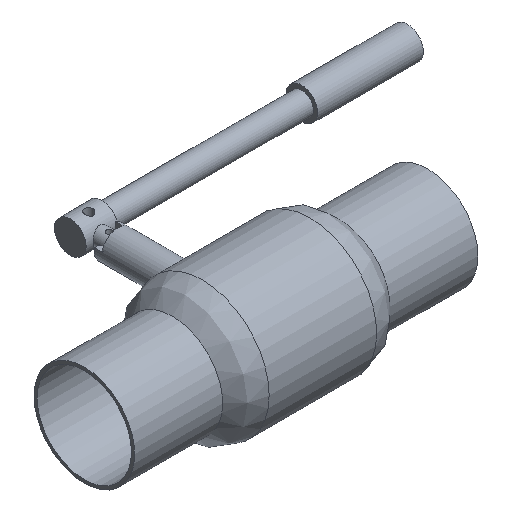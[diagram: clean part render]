
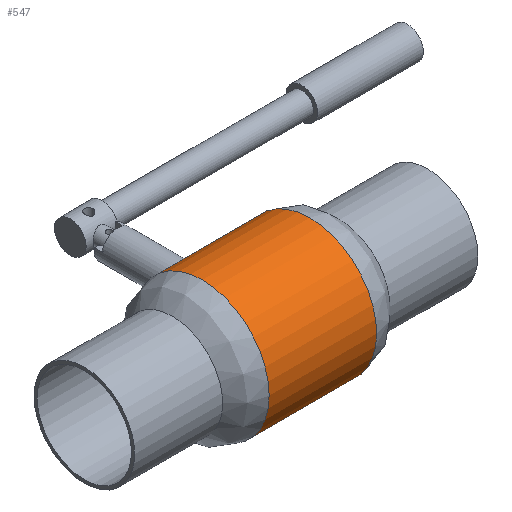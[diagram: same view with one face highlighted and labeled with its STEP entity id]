
A CAD part, isometric view. The second image highlights one B-rep face of the part: STEP entity #547.
In plain terms, the highlighted cylindrical face has radius 76 mm (diameter 152 mm), a full revolution.
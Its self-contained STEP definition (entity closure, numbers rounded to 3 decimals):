
#71=CIRCLE('',#620,76.);
#72=CIRCLE('',#621,76.);
#73=CIRCLE('',#622,76.);
#82=CIRCLE('',#635,76.);
#83=CIRCLE('',#636,76.);
#85=CIRCLE('',#638,76.);
#112=FACE_OUTER_BOUND('',#148,.T.);
#148=EDGE_LOOP('',(#496,#497,#498,#499,#500,#501,#502,#503,#504,#505,#506,
#507,#508));
#169=LINE('',#1237,#191);
#170=LINE('',#1238,#192);
#191=VECTOR('',#806,76.);
#192=VECTOR('',#807,76.);
#202=B_SPLINE_CURVE_WITH_KNOTS('',3,(#1056,#1057,#1058,#1059,#1060,#1061,
#1062,#1063,#1064,#1065,#1066,#1067,#1068,#1069,#1070,#1071,#1072,#1073),
 .UNSPECIFIED.,.F.,.F.,(4,2,2,2,2,2,2,2,4),(0.,0.453,0.906,
1.359,1.811,2.241,2.671,3.1,
3.53),.UNSPECIFIED.);
#203=B_SPLINE_CURVE_WITH_KNOTS('',3,(#1075,#1076,#1077,#1078,#1079,#1080,
#1081,#1082,#1083,#1084,#1085,#1086,#1087,#1088,#1089,#1090,#1091,#1092),
 .UNSPECIFIED.,.F.,.F.,(4,2,2,2,2,2,2,2,4),(10.59,11.019,
11.449,11.879,12.308,12.761,13.214,
13.667,14.12),.UNSPECIFIED.);
#204=B_SPLINE_CURVE_WITH_KNOTS('',3,(#1093,#1094,#1095,#1096,#1097,#1098,
#1099,#1100,#1101,#1102,#1103,#1104,#1105,#1106,#1107,#1108,#1109,#1110,
#1111,#1112,#1113,#1114,#1115,#1116,#1117,#1118,#1119,#1120,#1121,#1122,
#1123,#1124,#1125,#1126),.UNSPECIFIED.,.F.,.F.,(4,2,2,2,2,2,2,2,2,2,2,2,
2,2,2,2,4),(3.53,3.96,4.389,4.819,
5.248,5.701,6.154,6.607,7.06,
7.513,7.966,8.419,8.871,9.301,
9.731,10.16,10.59),.UNSPECIFIED.);
#242=VERTEX_POINT('',#1054);
#243=VERTEX_POINT('',#1055);
#244=VERTEX_POINT('',#1074);
#253=VERTEX_POINT('',#1174);
#254=VERTEX_POINT('',#1176);
#255=VERTEX_POINT('',#1178);
#263=VERTEX_POINT('',#1229);
#264=VERTEX_POINT('',#1230);
#265=VERTEX_POINT('',#1232);
#314=EDGE_CURVE('',#242,#243,#202,.T.);
#315=EDGE_CURVE('',#244,#242,#203,.T.);
#316=EDGE_CURVE('',#243,#244,#204,.T.);
#328=EDGE_CURVE('',#253,#254,#71,.T.);
#329=EDGE_CURVE('',#254,#255,#72,.T.);
#330=EDGE_CURVE('',#255,#253,#73,.T.);
#341=EDGE_CURVE('',#263,#264,#82,.T.);
#342=EDGE_CURVE('',#265,#263,#83,.T.);
#344=EDGE_CURVE('',#264,#265,#85,.T.);
#345=EDGE_CURVE('',#255,#243,#169,.T.);
#346=EDGE_CURVE('',#244,#264,#170,.T.);
#496=ORIENTED_EDGE('',*,*,#329,.F.);
#497=ORIENTED_EDGE('',*,*,#328,.F.);
#498=ORIENTED_EDGE('',*,*,#330,.F.);
#499=ORIENTED_EDGE('',*,*,#345,.T.);
#500=ORIENTED_EDGE('',*,*,#316,.T.);
#501=ORIENTED_EDGE('',*,*,#346,.T.);
#502=ORIENTED_EDGE('',*,*,#344,.T.);
#503=ORIENTED_EDGE('',*,*,#342,.T.);
#504=ORIENTED_EDGE('',*,*,#341,.T.);
#505=ORIENTED_EDGE('',*,*,#346,.F.);
#506=ORIENTED_EDGE('',*,*,#315,.T.);
#507=ORIENTED_EDGE('',*,*,#314,.T.);
#508=ORIENTED_EDGE('',*,*,#345,.F.);
#520=CYLINDRICAL_SURFACE('',#639,76.);
#547=ADVANCED_FACE('',(#112),#520,.T.);
#620=AXIS2_PLACEMENT_3D('',#1177,#764,#765);
#621=AXIS2_PLACEMENT_3D('',#1179,#766,#767);
#622=AXIS2_PLACEMENT_3D('',#1180,#768,#769);
#635=AXIS2_PLACEMENT_3D('',#1231,#796,#797);
#636=AXIS2_PLACEMENT_3D('',#1233,#798,#799);
#638=AXIS2_PLACEMENT_3D('',#1235,#802,#803);
#639=AXIS2_PLACEMENT_3D('',#1236,#804,#805);
#764=DIRECTION('center_axis',(-1.,0.,0.));
#765=DIRECTION('ref_axis',(0.,0.,1.));
#766=DIRECTION('center_axis',(-1.,0.,0.));
#767=DIRECTION('ref_axis',(0.,0.,1.));
#768=DIRECTION('center_axis',(-1.,0.,0.));
#769=DIRECTION('ref_axis',(0.,0.,1.));
#796=DIRECTION('center_axis',(-1.,0.,0.));
#797=DIRECTION('ref_axis',(0.,0.,1.));
#798=DIRECTION('center_axis',(-1.,0.,0.));
#799=DIRECTION('ref_axis',(0.,0.,1.));
#802=DIRECTION('center_axis',(-1.,0.,0.));
#803=DIRECTION('ref_axis',(0.,0.,1.));
#804=DIRECTION('center_axis',(-1.,0.,0.));
#805=DIRECTION('ref_axis',(0.,-1.,0.));
#806=DIRECTION('',(1.,0.,0.));
#807=DIRECTION('',(1.,0.,0.));
#1054=CARTESIAN_POINT('',(0.,71.646,25.354));
#1055=CARTESIAN_POINT('',(-21.,76.,0.));
#1056=CARTESIAN_POINT('Ctrl Pts',(0.,71.646,25.354));
#1057=CARTESIAN_POINT('Ctrl Pts',(-1.51,71.646,25.354));
#1058=CARTESIAN_POINT('Ctrl Pts',(-3.031,71.722,25.142));
#1059=CARTESIAN_POINT('Ctrl Pts',(-5.987,72.007,24.313));
#1060=CARTESIAN_POINT('Ctrl Pts',(-7.422,72.216,23.696));
#1061=CARTESIAN_POINT('Ctrl Pts',(-10.114,72.708,22.139));
#1062=CARTESIAN_POINT('Ctrl Pts',(-11.374,72.992,21.197));
#1063=CARTESIAN_POINT('Ctrl Pts',(-13.658,73.569,19.099));
#1064=CARTESIAN_POINT('Ctrl Pts',(-14.682,73.862,17.943));
#1065=CARTESIAN_POINT('Ctrl Pts',(-16.41,74.386,15.621));
#1066=CARTESIAN_POINT('Ctrl Pts',(-17.19,74.64,14.375));
#1067=CARTESIAN_POINT('Ctrl Pts',(-18.556,75.103,11.718));
#1068=CARTESIAN_POINT('Ctrl Pts',(-19.143,75.312,10.306));
#1069=CARTESIAN_POINT('Ctrl Pts',(-20.081,75.653,7.4));
#1070=CARTESIAN_POINT('Ctrl Pts',(-20.433,75.785,5.904));
#1071=CARTESIAN_POINT('Ctrl Pts',(-20.892,75.959,2.92));
#1072=CARTESIAN_POINT('Ctrl Pts',(-21.,76.,1.432));
#1073=CARTESIAN_POINT('Ctrl Pts',(-21.,76.,0.));
#1074=CARTESIAN_POINT('',(21.,76.,0.));
#1075=CARTESIAN_POINT('Ctrl Pts',(21.,76.,0.));
#1076=CARTESIAN_POINT('Ctrl Pts',(21.,76.,1.432));
#1077=CARTESIAN_POINT('Ctrl Pts',(20.892,75.959,2.92));
#1078=CARTESIAN_POINT('Ctrl Pts',(20.433,75.785,5.904));
#1079=CARTESIAN_POINT('Ctrl Pts',(20.081,75.653,7.4));
#1080=CARTESIAN_POINT('Ctrl Pts',(19.143,75.312,10.306));
#1081=CARTESIAN_POINT('Ctrl Pts',(18.556,75.103,11.718));
#1082=CARTESIAN_POINT('Ctrl Pts',(17.19,74.64,14.375));
#1083=CARTESIAN_POINT('Ctrl Pts',(16.41,74.386,15.621));
#1084=CARTESIAN_POINT('Ctrl Pts',(14.682,73.862,17.943));
#1085=CARTESIAN_POINT('Ctrl Pts',(13.658,73.569,19.099));
#1086=CARTESIAN_POINT('Ctrl Pts',(11.374,72.992,21.197));
#1087=CARTESIAN_POINT('Ctrl Pts',(10.114,72.708,22.139));
#1088=CARTESIAN_POINT('Ctrl Pts',(7.422,72.216,23.696));
#1089=CARTESIAN_POINT('Ctrl Pts',(5.987,72.007,24.313));
#1090=CARTESIAN_POINT('Ctrl Pts',(3.031,71.722,25.142));
#1091=CARTESIAN_POINT('Ctrl Pts',(1.51,71.646,25.354));
#1092=CARTESIAN_POINT('Ctrl Pts',(0.,71.646,
25.354));
#1093=CARTESIAN_POINT('Ctrl Pts',(-21.,76.,0.));
#1094=CARTESIAN_POINT('Ctrl Pts',(-21.,76.,-1.432));
#1095=CARTESIAN_POINT('Ctrl Pts',(-20.892,75.959,-2.92));
#1096=CARTESIAN_POINT('Ctrl Pts',(-20.433,75.785,-5.904));
#1097=CARTESIAN_POINT('Ctrl Pts',(-20.081,75.653,-7.4));
#1098=CARTESIAN_POINT('Ctrl Pts',(-19.143,75.312,-10.306));
#1099=CARTESIAN_POINT('Ctrl Pts',(-18.556,75.103,-11.718));
#1100=CARTESIAN_POINT('Ctrl Pts',(-17.19,74.64,-14.375));
#1101=CARTESIAN_POINT('Ctrl Pts',(-16.41,74.386,-15.621));
#1102=CARTESIAN_POINT('Ctrl Pts',(-14.682,73.862,-17.943));
#1103=CARTESIAN_POINT('Ctrl Pts',(-13.658,73.569,-19.099));
#1104=CARTESIAN_POINT('Ctrl Pts',(-11.374,72.992,-21.197));
#1105=CARTESIAN_POINT('Ctrl Pts',(-10.114,72.708,-22.139));
#1106=CARTESIAN_POINT('Ctrl Pts',(-7.422,72.216,-23.696));
#1107=CARTESIAN_POINT('Ctrl Pts',(-5.987,72.007,-24.313));
#1108=CARTESIAN_POINT('Ctrl Pts',(-3.031,71.722,-25.142));
#1109=CARTESIAN_POINT('Ctrl Pts',(-1.51,71.646,-25.354));
#1110=CARTESIAN_POINT('Ctrl Pts',(1.51,71.646,-25.354));
#1111=CARTESIAN_POINT('Ctrl Pts',(3.031,71.722,-25.142));
#1112=CARTESIAN_POINT('Ctrl Pts',(5.987,72.007,-24.313));
#1113=CARTESIAN_POINT('Ctrl Pts',(7.422,72.216,-23.696));
#1114=CARTESIAN_POINT('Ctrl Pts',(10.114,72.708,-22.139));
#1115=CARTESIAN_POINT('Ctrl Pts',(11.374,72.992,-21.197));
#1116=CARTESIAN_POINT('Ctrl Pts',(13.658,73.569,-19.099));
#1117=CARTESIAN_POINT('Ctrl Pts',(14.682,73.862,-17.943));
#1118=CARTESIAN_POINT('Ctrl Pts',(16.41,74.386,-15.621));
#1119=CARTESIAN_POINT('Ctrl Pts',(17.19,74.64,-14.375));
#1120=CARTESIAN_POINT('Ctrl Pts',(18.556,75.103,-11.718));
#1121=CARTESIAN_POINT('Ctrl Pts',(19.143,75.312,-10.306));
#1122=CARTESIAN_POINT('Ctrl Pts',(20.081,75.653,-7.4));
#1123=CARTESIAN_POINT('Ctrl Pts',(20.433,75.785,-5.904));
#1124=CARTESIAN_POINT('Ctrl Pts',(20.892,75.959,-2.92));
#1125=CARTESIAN_POINT('Ctrl Pts',(21.,76.,-1.432));
#1126=CARTESIAN_POINT('Ctrl Pts',(21.,76.,0.));
#1174=CARTESIAN_POINT('',(-61.049,0.,-76.));
#1176=CARTESIAN_POINT('',(-61.049,-76.,0.));
#1177=CARTESIAN_POINT('Origin',(-61.049,0.,0.));
#1178=CARTESIAN_POINT('',(-61.049,76.,0.));
#1179=CARTESIAN_POINT('Origin',(-61.049,0.,0.));
#1180=CARTESIAN_POINT('Origin',(-61.049,0.,0.));
#1229=CARTESIAN_POINT('',(61.049,-76.,0.));
#1230=CARTESIAN_POINT('',(61.049,76.,0.));
#1231=CARTESIAN_POINT('Origin',(61.049,0.,0.));
#1232=CARTESIAN_POINT('',(61.049,0.,-76.));
#1233=CARTESIAN_POINT('Origin',(61.049,0.,0.));
#1235=CARTESIAN_POINT('Origin',(61.049,0.,0.));
#1236=CARTESIAN_POINT('Origin',(0.,0.,0.));
#1237=CARTESIAN_POINT('',(0.,76.,0.));
#1238=CARTESIAN_POINT('',(0.,76.,0.));
